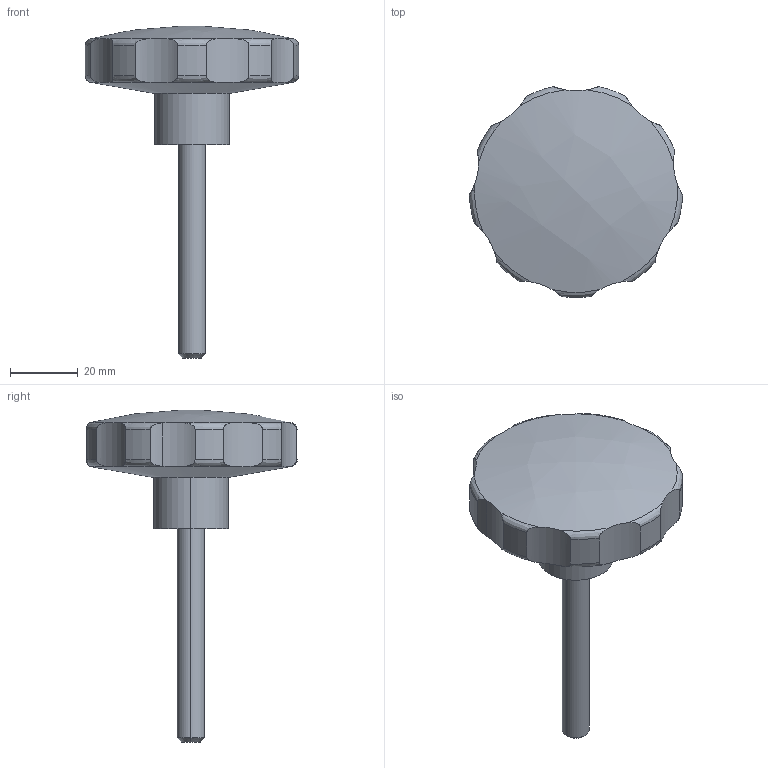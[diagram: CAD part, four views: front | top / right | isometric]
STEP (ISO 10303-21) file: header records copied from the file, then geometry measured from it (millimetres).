
FILE_DESCRIPTION (( 'STEP AP214' ), '1' );
FILE_NAME ('500120', '2019-02-01T13:47:19', ( '' ), ('JUGARD+KÜNSTNER GmbH'), 'SwSTEP 2.0', 'SolidWorks 2017', '' );
FILE_SCHEMA (( 'AUTOMOTIVE_DESIGN' ));
Length unit declared in the file: millimetre
Products named in the file (1): 500120_CNAJF00
Bounding box: 62.95 x 62.25 x 98 mm (x, y, z)
Volume: 57312.6 mm3; surface area: 11014.5 mm2
Topology: 1 solids, 1 shells, 49 faces, 133 edges, 88 vertices
Faces by surface type: cylinder 23, bspline 22, cone 2, plane 2
Entity records: 2809 total; most frequent: CARTESIAN_POINT 1205, ORIENTED_EDGE 266, DIRECTION 181, EDGE_CURVE 133, VERTEX_POINT 88, AXIS2_PLACEMENT_3D 78, B_SPLINE_CURVE_WITH_KNOTS 58, EDGE_LOOP 51
